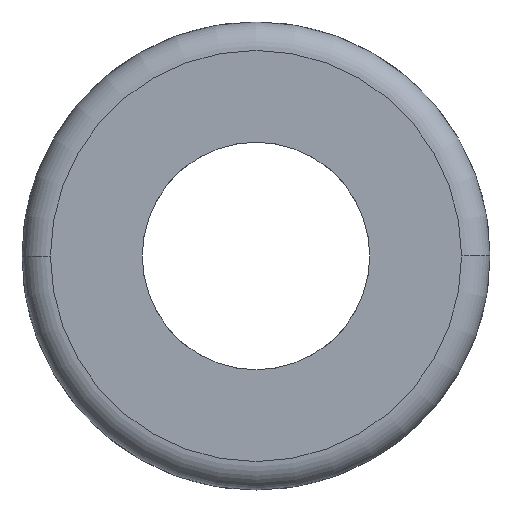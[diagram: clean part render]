
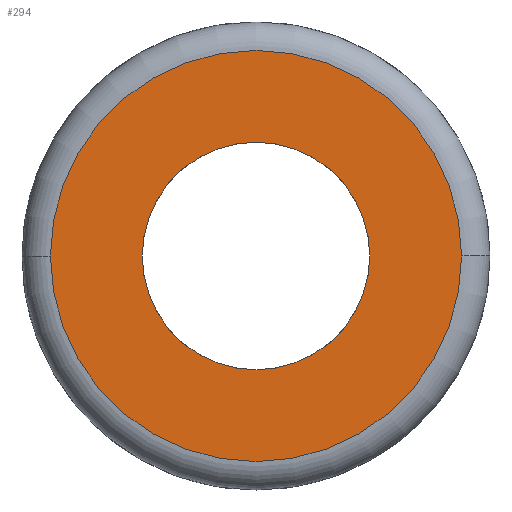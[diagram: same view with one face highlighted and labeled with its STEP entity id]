
A CAD part, left-side view. The second image highlights one B-rep face of the part: STEP entity #294.
In plain terms, the highlighted planar face has unit normal (-1, 0, 0).
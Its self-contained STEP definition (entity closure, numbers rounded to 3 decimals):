
#186=CARTESIAN_POINT('Vertex',(-4.,0.8,-28.47)) ;
#189=CARTESIAN_POINT('Axis2P3D Location',(-4.,0.,-28.47)) ;
#193=CARTESIAN_POINT('Vertex',(-4.,-0.8,-28.47)) ;
#209=CARTESIAN_POINT('Axis2P3D Location',(-4.,0.,-28.47)) ;
#267=CARTESIAN_POINT('Axis2P3D Location',(-4.,0.,0.)) ;
#272=CARTESIAN_POINT('Axis2P3D Location',(-4.,0.,-28.47)) ;
#276=CARTESIAN_POINT('Vertex',(-4.,1.445,-28.47)) ;
#278=CARTESIAN_POINT('Vertex',(-4.,-1.445,-28.47)) ;
#281=CARTESIAN_POINT('Axis2P3D Location',(-4.,0.,-28.47)) ;
#190=DIRECTION('Axis2P3D Direction',(-1.,0.,0.)) ;
#210=DIRECTION('Axis2P3D Direction',(-1.,0.,0.)) ;
#268=DIRECTION('Axis2P3D Direction',(1.,0.,0.)) ;
#269=DIRECTION('Axis2P3D XDirection',(0.,1.,0.)) ;
#273=DIRECTION('Axis2P3D Direction',(1.,0.,0.)) ;
#282=DIRECTION('Axis2P3D Direction',(1.,0.,0.)) ;
#191=AXIS2_PLACEMENT_3D('Circle Axis2P3D',#189,#190,$) ;
#211=AXIS2_PLACEMENT_3D('Circle Axis2P3D',#209,#210,$) ;
#270=AXIS2_PLACEMENT_3D('Plane Axis2P3D',#267,#268,#269) ;
#274=AXIS2_PLACEMENT_3D('Circle Axis2P3D',#272,#273,$) ;
#283=AXIS2_PLACEMENT_3D('Circle Axis2P3D',#281,#282,$) ;
#287=ORIENTED_EDGE('',*,*,#280,.F.) ;
#288=ORIENTED_EDGE('',*,*,#285,.F.) ;
#291=ORIENTED_EDGE('',*,*,#195,.F.) ;
#292=ORIENTED_EDGE('',*,*,#213,.F.) ;
#293=FACE_BOUND('',#290,.T.) ;
#294=ADVANCED_FACE('PartBody',(#289,#293),#271,.F.) ;
#192=CIRCLE('generated circle',#191,0.8) ;
#212=CIRCLE('generated circle',#211,0.8) ;
#275=CIRCLE('generated circle',#274,1.445) ;
#284=CIRCLE('generated circle',#283,1.445) ;
#195=EDGE_CURVE('',#187,#194,#192,.T.) ;
#213=EDGE_CURVE('',#194,#187,#212,.T.) ;
#280=EDGE_CURVE('',#277,#279,#275,.T.) ;
#285=EDGE_CURVE('',#279,#277,#284,.T.) ;
#286=EDGE_LOOP('',(#287,#288)) ;
#290=EDGE_LOOP('',(#291,#292)) ;
#289=FACE_OUTER_BOUND('',#286,.T.) ;
#271=PLANE('Plane',#270) ;
#187=VERTEX_POINT('',#186) ;
#194=VERTEX_POINT('',#193) ;
#277=VERTEX_POINT('',#276) ;
#279=VERTEX_POINT('',#278) ;
